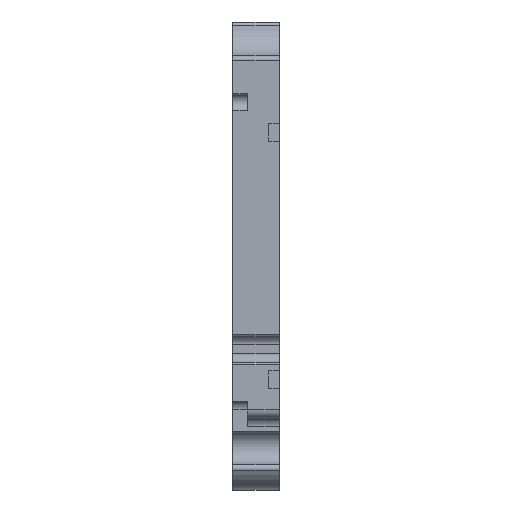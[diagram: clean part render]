
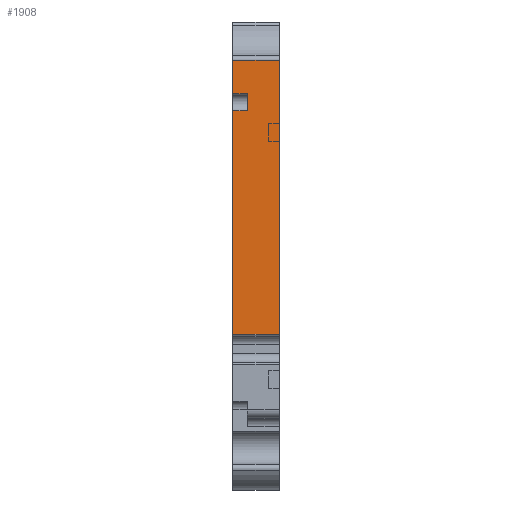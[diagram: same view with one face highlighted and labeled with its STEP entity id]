
A CAD part, left-side view. The second image highlights one B-rep face of the part: STEP entity #1908.
In plain terms, the highlighted planar face has unit normal (-1, 0, 0).
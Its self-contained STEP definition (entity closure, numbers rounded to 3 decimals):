
#13 = VERTEX_POINT ( 'NONE', #2872 ) ;
#47 = ORIENTED_EDGE ( 'NONE', *, *, #2231, .F. ) ;
#94 = ORIENTED_EDGE ( 'NONE', *, *, #183, .T. ) ;
#139 = ORIENTED_EDGE ( 'NONE', *, *, #4298, .T. ) ;
#183 = EDGE_CURVE ( 'NONE', #518, #13, #1179, .T. ) ;
#202 = CARTESIAN_POINT ( 'NONE',  ( -79.85, 7.5, 34. ) ) ;
#228 = ORIENTED_EDGE ( 'NONE', *, *, #545, .F. ) ;
#295 = DIRECTION ( 'NONE',  ( 0., 0., 1. ) ) ;
#303 = AXIS2_PLACEMENT_3D ( 'NONE', #3480, #3143, #3850 ) ;
#409 = FACE_OUTER_BOUND ( 'NONE', #626, .T. ) ;
#518 = VERTEX_POINT ( 'NONE', #202 ) ;
#540 = CARTESIAN_POINT ( 'NONE',  ( -79.85, 11., -54.85 ) ) ;
#545 = EDGE_CURVE ( 'NONE', #911, #769, #3639, .T. ) ;
#570 = LINE ( 'NONE', #3398, #3539 ) ;
#625 = CARTESIAN_POINT ( 'NONE',  ( -79.85, 11., -18.35 ) ) ;
#626 = EDGE_LOOP ( 'NONE', ( #3784, #2290, #966, #139, #228, #4255, #47, #94 ) ) ;
#644 = EDGE_CURVE ( 'NONE', #891, #759, #716, .T. ) ;
#652 = PLANE ( 'NONE',  #303 ) ;
#706 = CARTESIAN_POINT ( 'NONE',  ( -79.85, 11., 45.906 ) ) ;
#716 = LINE ( 'NONE', #1752, #2810 ) ;
#759 = VERTEX_POINT ( 'NONE', #2096 ) ;
#769 = VERTEX_POINT ( 'NONE', #1455 ) ;
#850 = VERTEX_POINT ( 'NONE', #2251 ) ;
#891 = VERTEX_POINT ( 'NONE', #2973 ) ;
#911 = VERTEX_POINT ( 'NONE', #3227 ) ;
#922 = VECTOR ( 'NONE', #973, 1000. ) ;
#966 = ORIENTED_EDGE ( 'NONE', *, *, #644, .T. ) ;
#973 = DIRECTION ( 'NONE',  ( 0., 1., 0. ) ) ;
#987 = VERTEX_POINT ( 'NONE', #625 ) ;
#1064 = CARTESIAN_POINT ( 'NONE',  ( -79.85, 11., -18.35 ) ) ;
#1116 = VECTOR ( 'NONE', #3421, 1000. ) ;
#1179 = LINE ( 'NONE', #3713, #922 ) ;
#1397 = LINE ( 'NONE', #1064, #3778 ) ;
#1451 = EDGE_CURVE ( 'NONE', #987, #13, #570, .T. ) ;
#1455 = CARTESIAN_POINT ( 'NONE',  ( -79.85, 11., 45.906 ) ) ;
#1629 = DIRECTION ( 'NONE',  ( 0., 0., 1. ) ) ;
#1752 = CARTESIAN_POINT ( 'NONE',  ( -79.85, 0., -54.85 ) ) ;
#1908 = ADVANCED_FACE ( 'NONE', ( #409 ), #652, .F. ) ;
#2038 = LINE ( 'NONE', #706, #1116 ) ;
#2096 = CARTESIAN_POINT ( 'NONE',  ( -79.85, 0., 45.906 ) ) ;
#2231 = EDGE_CURVE ( 'NONE', #518, #850, #4371, .T. ) ;
#2251 = CARTESIAN_POINT ( 'NONE',  ( -79.85, 7.5, 38. ) ) ;
#2290 = ORIENTED_EDGE ( 'NONE', *, *, #3203, .T. ) ;
#2443 = DIRECTION ( 'NONE',  ( 0., -1., 0. ) ) ;
#2590 = EDGE_CURVE ( 'NONE', #850, #911, #2608, .T. ) ;
#2608 = LINE ( 'NONE', #3631, #2971 ) ;
#2810 = VECTOR ( 'NONE', #3138, 1000. ) ;
#2872 = CARTESIAN_POINT ( 'NONE',  ( -79.85, 11., 34. ) ) ;
#2971 = VECTOR ( 'NONE', #3975, 1000. ) ;
#2973 = CARTESIAN_POINT ( 'NONE',  ( -79.85, 0., -18.35 ) ) ;
#3138 = DIRECTION ( 'NONE',  ( 0., 0., 1. ) ) ;
#3143 = DIRECTION ( 'NONE',  ( 1., 0., 0. ) ) ;
#3203 = EDGE_CURVE ( 'NONE', #987, #891, #1397, .T. ) ;
#3227 = CARTESIAN_POINT ( 'NONE',  ( -79.85, 11., 38. ) ) ;
#3321 = CARTESIAN_POINT ( 'NONE',  ( -79.85, 7.5, 34. ) ) ;
#3398 = CARTESIAN_POINT ( 'NONE',  ( -79.85, 11., -54.85 ) ) ;
#3421 = DIRECTION ( 'NONE',  ( 0., 1., 0. ) ) ;
#3480 = CARTESIAN_POINT ( 'NONE',  ( -79.85, 11., -54.85 ) ) ;
#3539 = VECTOR ( 'NONE', #1629, 1000. ) ;
#3631 = CARTESIAN_POINT ( 'NONE',  ( -79.85, 7.5, 38. ) ) ;
#3639 = LINE ( 'NONE', #540, #4260 ) ;
#3713 = CARTESIAN_POINT ( 'NONE',  ( -79.85, 7.5, 34. ) ) ;
#3778 = VECTOR ( 'NONE', #2443, 1000. ) ;
#3784 = ORIENTED_EDGE ( 'NONE', *, *, #1451, .F. ) ;
#3850 = DIRECTION ( 'NONE',  ( 0., 0., -1. ) ) ;
#3975 = DIRECTION ( 'NONE',  ( 0., 1., 0. ) ) ;
#4007 = DIRECTION ( 'NONE',  ( 0., 0., 1. ) ) ;
#4063 = VECTOR ( 'NONE', #295, 1000. ) ;
#4255 = ORIENTED_EDGE ( 'NONE', *, *, #2590, .F. ) ;
#4260 = VECTOR ( 'NONE', #4007, 1000. ) ;
#4298 = EDGE_CURVE ( 'NONE', #759, #769, #2038, .T. ) ;
#4371 = LINE ( 'NONE', #3321, #4063 ) ;
